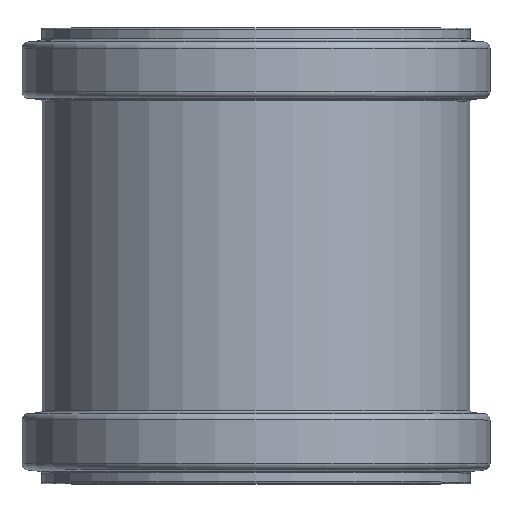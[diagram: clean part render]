
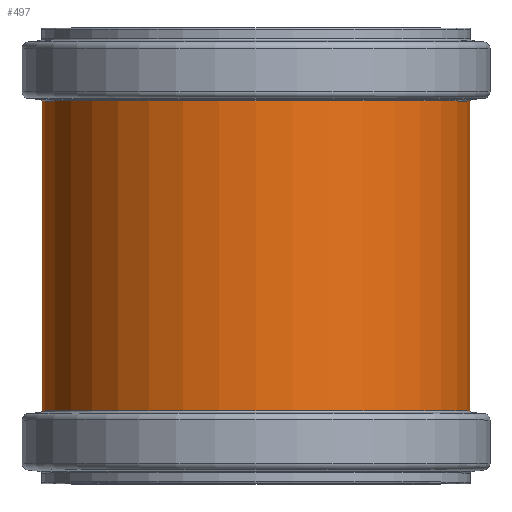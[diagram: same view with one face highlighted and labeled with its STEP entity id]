
A CAD part, top view. The second image highlights one B-rep face of the part: STEP entity #497.
In plain terms, the highlighted cylindrical face has radius 65.75 mm (diameter 131.5 mm), a full revolution.
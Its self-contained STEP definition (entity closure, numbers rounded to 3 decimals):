
#53=CYLINDRICAL_SURFACE('',#587,65.75);
#97=FACE_BOUND('',#228,.T.);
#141=FACE_OUTER_BOUND('',#227,.T.);
#227=EDGE_LOOP('',(#447));
#228=EDGE_LOOP('',(#448));
#252=CIRCLE('',#543,65.75);
#274=CIRCLE('',#586,65.75);
#296=VERTEX_POINT('',#831);
#318=VERTEX_POINT('',#896);
#340=EDGE_CURVE('',#296,#296,#252,.T.);
#362=EDGE_CURVE('',#318,#318,#274,.T.);
#447=ORIENTED_EDGE('',*,*,#340,.F.);
#448=ORIENTED_EDGE('',*,*,#362,.T.);
#497=ADVANCED_FACE('',(#141,#97),#53,.T.);
#543=AXIS2_PLACEMENT_3D('',#832,#675,#676);
#586=AXIS2_PLACEMENT_3D('',#897,#761,#762);
#587=AXIS2_PLACEMENT_3D('',#898,#763,#764);
#675=DIRECTION('center_axis',(0.,-1.,0.));
#676=DIRECTION('ref_axis',(1.,0.,0.));
#761=DIRECTION('center_axis',(0.,-1.,0.));
#762=DIRECTION('ref_axis',(1.,0.,0.));
#763=DIRECTION('center_axis',(0.,-1.,0.));
#764=DIRECTION('ref_axis',(1.,0.,0.));
#831=CARTESIAN_POINT('',(65.75,-47.589,0.));
#832=CARTESIAN_POINT('Origin',(0.,-47.589,0.));
#896=CARTESIAN_POINT('',(65.75,47.589,0.));
#897=CARTESIAN_POINT('Origin',(0.,47.589,0.));
#898=CARTESIAN_POINT('Origin',(0.,23.794,0.));
